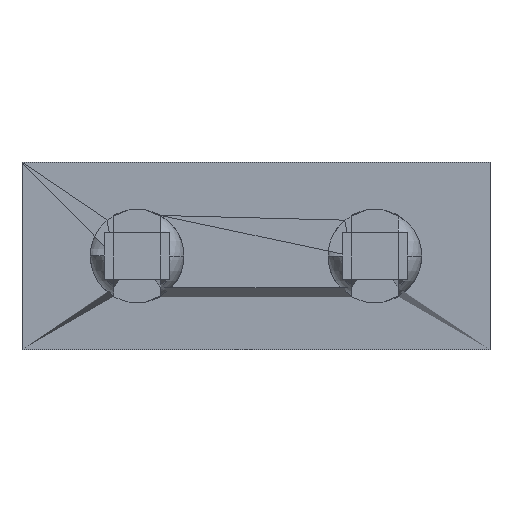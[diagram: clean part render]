
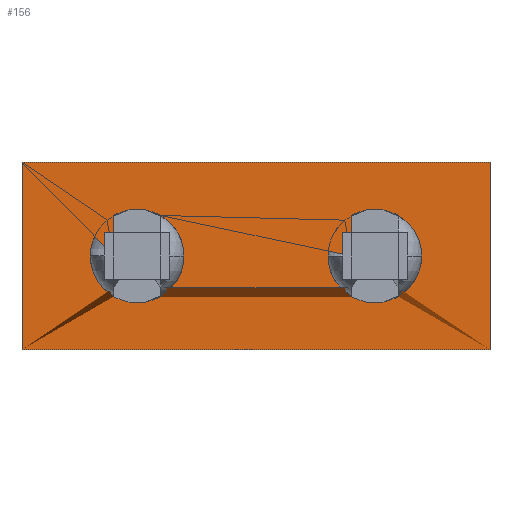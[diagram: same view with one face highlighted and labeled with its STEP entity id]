
A CAD part, front view. The second image highlights one B-rep face of the part: STEP entity #156.
In plain terms, the highlighted planar face has unit normal (0, -1, 0).
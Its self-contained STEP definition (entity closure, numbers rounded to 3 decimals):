
#42 = VERTEX_POINT('',#43);
#43 = CARTESIAN_POINT('',(-1.52,6.,-0.433
    ));
#69 = VERTEX_POINT('',#70);
#70 = CARTESIAN_POINT('',(-1.02,6.,-0.433
    ));
#105 = VERTEX_POINT('',#106);
#106 = CARTESIAN_POINT('',(-0.77,6.,0.));
#113 = EDGE_CURVE('',#69,#105,#114,.T.);
#114 = CIRCLE('',#115,0.5);
#115 = AXIS2_PLACEMENT_3D('',#116,#117,#118);
#116 = CARTESIAN_POINT('',(-1.27,6.,0.));
#117 = DIRECTION('',(0.,-1.,0.));
#118 = DIRECTION('',(-1.,0.,0.));
#120 = EDGE_CURVE('',#121,#69,#123,.T.);
#121 = VERTEX_POINT('',#122);
#122 = CARTESIAN_POINT('',(-1.27,6.,-0.5));
#123 = CIRCLE('',#124,0.5);
#124 = AXIS2_PLACEMENT_3D('',#125,#126,#127);
#125 = CARTESIAN_POINT('',(-1.27,6.,0.));
#126 = DIRECTION('',(0.,-1.,0.));
#127 = DIRECTION('',(-1.,0.,0.));
#129 = EDGE_CURVE('',#42,#121,#130,.T.);
#130 = CIRCLE('',#131,0.5);
#131 = AXIS2_PLACEMENT_3D('',#132,#133,#134);
#132 = CARTESIAN_POINT('',(-1.27,6.,0.));
#133 = DIRECTION('',(0.,-1.,0.));
#134 = DIRECTION('',(-1.,0.,0.));
#136 = EDGE_CURVE('',#137,#42,#139,.T.);
#137 = VERTEX_POINT('',#138);
#138 = CARTESIAN_POINT('',(-1.77,6.,0.));
#139 = CIRCLE('',#140,0.5);
#140 = AXIS2_PLACEMENT_3D('',#141,#142,#143);
#141 = CARTESIAN_POINT('',(-1.27,6.,0.));
#142 = DIRECTION('',(0.,-1.,0.));
#143 = DIRECTION('',(-1.,0.,0.));
#156 = ADVANCED_FACE('',(#157,#191,#265),#305,.F.);
#157 = FACE_BOUND('',#158,.T.);
#158 = EDGE_LOOP('',(#159,#169,#177,#185));
#159 = ORIENTED_EDGE('',*,*,#160,.F.);
#160 = EDGE_CURVE('',#161,#163,#165,.T.);
#161 = VERTEX_POINT('',#162);
#162 = CARTESIAN_POINT('',(2.5,6.,-1.));
#163 = VERTEX_POINT('',#164);
#164 = CARTESIAN_POINT('',(-2.5,6.,-1.));
#165 = LINE('',#166,#167);
#166 = CARTESIAN_POINT('',(2.5,6.,-1.));
#167 = VECTOR('',#168,1.);
#168 = DIRECTION('',(-1.,0.,0.));
#169 = ORIENTED_EDGE('',*,*,#170,.F.);
#170 = EDGE_CURVE('',#171,#161,#173,.T.);
#171 = VERTEX_POINT('',#172);
#172 = CARTESIAN_POINT('',(2.5,6.,1.));
#173 = LINE('',#174,#175);
#174 = CARTESIAN_POINT('',(2.5,6.,1.));
#175 = VECTOR('',#176,1.);
#176 = DIRECTION('',(0.,0.,-1.));
#177 = ORIENTED_EDGE('',*,*,#178,.F.);
#178 = EDGE_CURVE('',#179,#171,#181,.T.);
#179 = VERTEX_POINT('',#180);
#180 = CARTESIAN_POINT('',(-2.5,6.,1.));
#181 = LINE('',#182,#183);
#182 = CARTESIAN_POINT('',(-2.5,6.,1.));
#183 = VECTOR('',#184,1.);
#184 = DIRECTION('',(1.,0.,0.));
#185 = ORIENTED_EDGE('',*,*,#186,.F.);
#186 = EDGE_CURVE('',#163,#179,#187,.T.);
#187 = LINE('',#188,#189);
#188 = CARTESIAN_POINT('',(-2.5,6.,-1.));
#189 = VECTOR('',#190,1.);
#190 = DIRECTION('',(0.,0.,1.));
#191 = FACE_BOUND('',#192,.T.);
#192 = EDGE_LOOP('',(#193,#204,#213,#222,#231,#240,#249,#258));
#193 = ORIENTED_EDGE('',*,*,#194,.F.);
#194 = EDGE_CURVE('',#195,#197,#199,.T.);
#195 = VERTEX_POINT('',#196);
#196 = CARTESIAN_POINT('',(0.77,6.,0.));
#197 = VERTEX_POINT('',#198);
#198 = CARTESIAN_POINT('',(1.02,6.,-0.433
    ));
#199 = CIRCLE('',#200,0.5);
#200 = AXIS2_PLACEMENT_3D('',#201,#202,#203);
#201 = CARTESIAN_POINT('',(1.27,6.,0.));
#202 = DIRECTION('',(0.,-1.,0.));
#203 = DIRECTION('',(-1.,0.,0.));
#204 = ORIENTED_EDGE('',*,*,#205,.F.);
#205 = EDGE_CURVE('',#206,#195,#208,.T.);
#206 = VERTEX_POINT('',#207);
#207 = CARTESIAN_POINT('',(1.02,6.,0.433)
  );
#208 = CIRCLE('',#209,0.5);
#209 = AXIS2_PLACEMENT_3D('',#210,#211,#212);
#210 = CARTESIAN_POINT('',(1.27,6.,0.));
#211 = DIRECTION('',(0.,-1.,0.));
#212 = DIRECTION('',(-1.,0.,0.));
#213 = ORIENTED_EDGE('',*,*,#214,.F.);
#214 = EDGE_CURVE('',#215,#206,#217,.T.);
#215 = VERTEX_POINT('',#216);
#216 = CARTESIAN_POINT('',(1.27,6.,0.5));
#217 = CIRCLE('',#218,0.5);
#218 = AXIS2_PLACEMENT_3D('',#219,#220,#221);
#219 = CARTESIAN_POINT('',(1.27,6.,0.));
#220 = DIRECTION('',(0.,-1.,0.));
#221 = DIRECTION('',(-1.,0.,0.));
#222 = ORIENTED_EDGE('',*,*,#223,.F.);
#223 = EDGE_CURVE('',#224,#215,#226,.T.);
#224 = VERTEX_POINT('',#225);
#225 = CARTESIAN_POINT('',(1.52,6.,0.433)
  );
#226 = CIRCLE('',#227,0.5);
#227 = AXIS2_PLACEMENT_3D('',#228,#229,#230);
#228 = CARTESIAN_POINT('',(1.27,6.,0.));
#229 = DIRECTION('',(0.,-1.,0.));
#230 = DIRECTION('',(-1.,0.,0.));
#231 = ORIENTED_EDGE('',*,*,#232,.F.);
#232 = EDGE_CURVE('',#233,#224,#235,.T.);
#233 = VERTEX_POINT('',#234);
#234 = CARTESIAN_POINT('',(1.77,6.,0.));
#235 = CIRCLE('',#236,0.5);
#236 = AXIS2_PLACEMENT_3D('',#237,#238,#239);
#237 = CARTESIAN_POINT('',(1.27,6.,0.));
#238 = DIRECTION('',(0.,-1.,0.));
#239 = DIRECTION('',(-1.,0.,0.));
#240 = ORIENTED_EDGE('',*,*,#241,.F.);
#241 = EDGE_CURVE('',#242,#233,#244,.T.);
#242 = VERTEX_POINT('',#243);
#243 = CARTESIAN_POINT('',(1.52,6.,-0.433
    ));
#244 = CIRCLE('',#245,0.5);
#245 = AXIS2_PLACEMENT_3D('',#246,#247,#248);
#246 = CARTESIAN_POINT('',(1.27,6.,0.));
#247 = DIRECTION('',(0.,-1.,0.));
#248 = DIRECTION('',(-1.,0.,0.));
#249 = ORIENTED_EDGE('',*,*,#250,.F.);
#250 = EDGE_CURVE('',#251,#242,#253,.T.);
#251 = VERTEX_POINT('',#252);
#252 = CARTESIAN_POINT('',(1.27,6.,-0.5));
#253 = CIRCLE('',#254,0.5);
#254 = AXIS2_PLACEMENT_3D('',#255,#256,#257);
#255 = CARTESIAN_POINT('',(1.27,6.,0.));
#256 = DIRECTION('',(0.,-1.,0.));
#257 = DIRECTION('',(-1.,0.,0.));
#258 = ORIENTED_EDGE('',*,*,#259,.F.);
#259 = EDGE_CURVE('',#197,#251,#260,.T.);
#260 = CIRCLE('',#261,0.5);
#261 = AXIS2_PLACEMENT_3D('',#262,#263,#264);
#262 = CARTESIAN_POINT('',(1.27,6.,0.));
#263 = DIRECTION('',(0.,-1.,0.));
#264 = DIRECTION('',(-1.,0.,0.));
#265 = FACE_BOUND('',#266,.F.);
#266 = EDGE_LOOP('',(#267,#268,#277,#286,#295,#302,#303,#304));
#267 = ORIENTED_EDGE('',*,*,#113,.T.);
#268 = ORIENTED_EDGE('',*,*,#269,.T.);
#269 = EDGE_CURVE('',#105,#270,#272,.T.);
#270 = VERTEX_POINT('',#271);
#271 = CARTESIAN_POINT('',(-1.02,6.,0.433
    ));
#272 = CIRCLE('',#273,0.5);
#273 = AXIS2_PLACEMENT_3D('',#274,#275,#276);
#274 = CARTESIAN_POINT('',(-1.27,6.,0.));
#275 = DIRECTION('',(0.,-1.,0.));
#276 = DIRECTION('',(-1.,0.,0.));
#277 = ORIENTED_EDGE('',*,*,#278,.T.);
#278 = EDGE_CURVE('',#270,#279,#281,.T.);
#279 = VERTEX_POINT('',#280);
#280 = CARTESIAN_POINT('',(-1.27,6.,0.5));
#281 = CIRCLE('',#282,0.5);
#282 = AXIS2_PLACEMENT_3D('',#283,#284,#285);
#283 = CARTESIAN_POINT('',(-1.27,6.,0.));
#284 = DIRECTION('',(0.,-1.,0.));
#285 = DIRECTION('',(-1.,0.,0.));
#286 = ORIENTED_EDGE('',*,*,#287,.T.);
#287 = EDGE_CURVE('',#279,#288,#290,.T.);
#288 = VERTEX_POINT('',#289);
#289 = CARTESIAN_POINT('',(-1.52,6.,0.433
    ));
#290 = CIRCLE('',#291,0.5);
#291 = AXIS2_PLACEMENT_3D('',#292,#293,#294);
#292 = CARTESIAN_POINT('',(-1.27,6.,0.));
#293 = DIRECTION('',(0.,-1.,0.));
#294 = DIRECTION('',(-1.,0.,0.));
#295 = ORIENTED_EDGE('',*,*,#296,.T.);
#296 = EDGE_CURVE('',#288,#137,#297,.T.);
#297 = CIRCLE('',#298,0.5);
#298 = AXIS2_PLACEMENT_3D('',#299,#300,#301);
#299 = CARTESIAN_POINT('',(-1.27,6.,0.));
#300 = DIRECTION('',(0.,-1.,0.));
#301 = DIRECTION('',(-1.,0.,0.));
#302 = ORIENTED_EDGE('',*,*,#136,.T.);
#303 = ORIENTED_EDGE('',*,*,#129,.T.);
#304 = ORIENTED_EDGE('',*,*,#120,.T.);
#305 = PLANE('',#306);
#306 = AXIS2_PLACEMENT_3D('',#307,#308,#309);
#307 = CARTESIAN_POINT('',(0.,6.,0.));
#308 = DIRECTION('',(0.,1.,0.));
#309 = DIRECTION('',(-1.,0.,0.));
